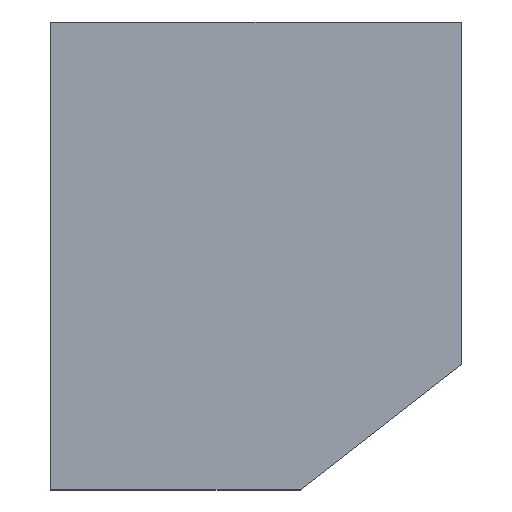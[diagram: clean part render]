
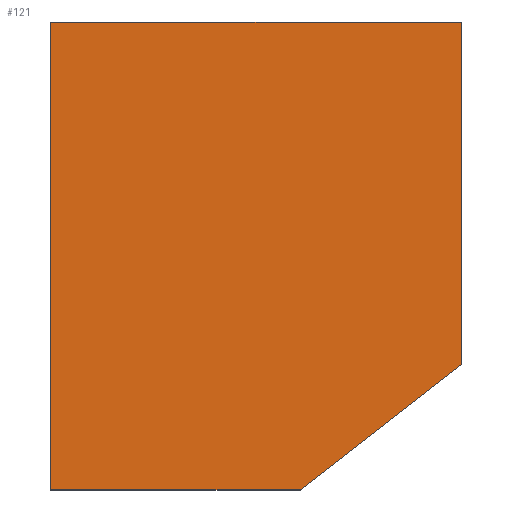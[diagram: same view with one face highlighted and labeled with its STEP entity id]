
A CAD part, top view. The second image highlights one B-rep face of the part: STEP entity #121.
In plain terms, the highlighted planar face has unit normal (0, 0, 1).
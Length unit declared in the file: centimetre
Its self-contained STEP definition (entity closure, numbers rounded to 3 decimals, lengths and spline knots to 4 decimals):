
#15=FACE_OUTER_BOUND($,#22,.T.);
#22=EDGE_LOOP($,(#91,#92,#93,#94,#95));
#32=LINE($,#182,#47);
#35=LINE($,#188,#50);
#36=LINE($,#189,#51);
#37=LINE($,#191,#52);
#38=LINE($,#192,#53);
#47=VECTOR($,#147,27.145);
#50=VECTOR($,#152,62.2);
#51=VECTOR($,#153,33.1);
#52=VECTOR($,#154,45.5);
#53=VECTOR($,#155,54.5);
#62=VERTEX_POINT($,#180);
#63=VERTEX_POINT($,#181);
#64=VERTEX_POINT($,#186);
#65=VERTEX_POINT($,#187);
#66=VERTEX_POINT($,#190);
#72=EDGE_CURVE($,#62,#63,#32,.T.);
#75=EDGE_CURVE($,#64,#65,#35,.T.);
#76=EDGE_CURVE($,#65,#62,#36,.T.);
#77=EDGE_CURVE($,#63,#66,#37,.T.);
#78=EDGE_CURVE($,#64,#66,#38,.T.);
#91=ORIENTED_EDGE($,*,*,#75,.T.);
#92=ORIENTED_EDGE($,*,*,#76,.T.);
#93=ORIENTED_EDGE($,*,*,#72,.T.);
#94=ORIENTED_EDGE($,*,*,#77,.T.);
#95=ORIENTED_EDGE($,*,*,#78,.F.);
#114=PLANE($,#131);
#121=ADVANCED_FACE($,(#15),#114,.T.);
#131=AXIS2_PLACEMENT_3D($,#185,#150,#151);
#147=DIRECTION($,(0.788,0.615,0.));
#150=DIRECTION('center_axis',(0.,0.,1.));
#151=DIRECTION('ref_axis',(1.,0.,0.));
#152=DIRECTION($,(0.,-1.,0.));
#153=DIRECTION($,(1.,0.,0.));
#154=DIRECTION($,(0.,1.,0.));
#155=DIRECTION($,(1.,0.,0.));
#180=CARTESIAN_POINT('',(-21.4,0.,0.08));
#181=CARTESIAN_POINT('',(0.,16.7,0.08));
#182=CARTESIAN_POINT($,(-15.676,4.4669,0.08));
#185=CARTESIAN_POINT('Origin',(-27.25,31.1,0.08));
#186=CARTESIAN_POINT('',(-54.5,62.2,0.08));
#187=CARTESIAN_POINT('',(-54.5,0.,0.08));
#188=CARTESIAN_POINT($,(-54.5,46.65,0.08));
#189=CARTESIAN_POINT($,(-40.875,0.,0.08));
#190=CARTESIAN_POINT('',(0.,62.2,0.08));
#191=CARTESIAN_POINT($,(0.,23.9,0.08));
#192=CARTESIAN_POINT($,(-0.04,62.2,0.08));
